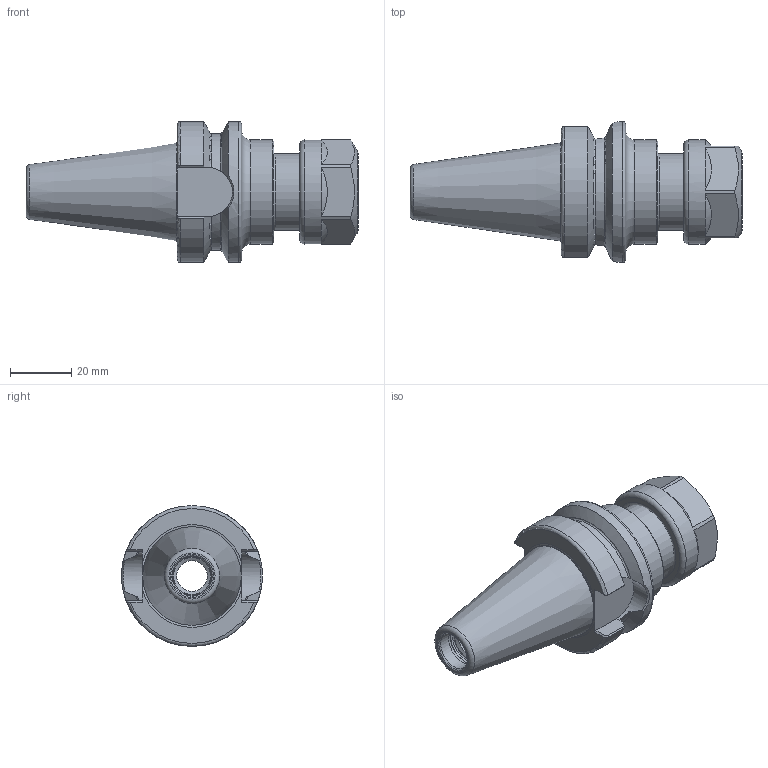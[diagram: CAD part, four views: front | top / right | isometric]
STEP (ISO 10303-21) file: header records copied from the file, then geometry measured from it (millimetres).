
FILE_DESCRIPTION(/* description */ (''),/* implementation_level */ '2;1');
FILE_NAME(/* name */ 'DBT30-ER20H-060.stp',/* time_stamp */ '2019-05-02T09:33:02-05:00',/* author */ ('Lee'),/* organization */ (''),/* preprocessor_version */ 'ST-DEVELOPER v18',/* originating_system */ 'Autodesk Inventor LT',/* authorisation */ '');
FILE_SCHEMA (('AUTOMOTIVE_DESIGN { 1 0 10303 214 3 1 1 }'));
Length unit declared in the file: millimetre
Products named in the file (1): DBT30-ER20H-060
Bounding box: 108.4 x 46 x 46 mm (x, y, z)
Volume: 65359.5 mm3; surface area: 20423.3 mm2
Topology: 2 solids, 2 shells, 119 faces, 360 edges, 251 vertices
Faces by surface type: plane 42, torus 24, cone 23, cylinder 20, bspline 10
Full cylindrical faces by diameter (mm): 10.106 x1, 12.5 x1, 12.751 x1, 13.1 x1, 14.5 x1, 15.71 x1, 18.708 x1, 23.5 x1, 25 x1, 26 x1, 31.987 x1, 34 x2, 46 x1
Entity records: 4737 total; most frequent: CARTESIAN_POINT 1444, ORIENTED_EDGE 720, DIRECTION 693, EDGE_CURVE 360, AXIS2_PLACEMENT_3D 298, VERTEX_POINT 251, CIRCLE 188, EDGE_LOOP 129
